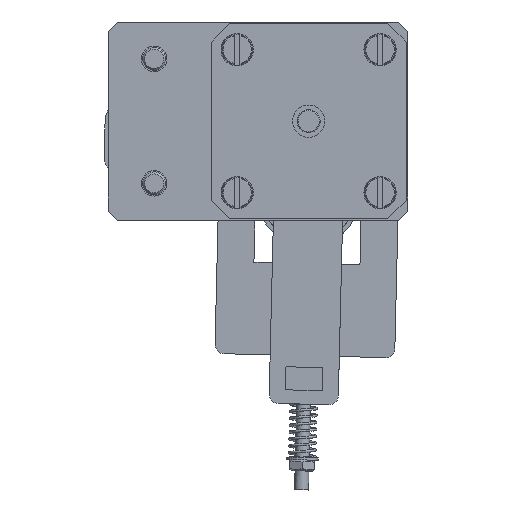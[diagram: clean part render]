
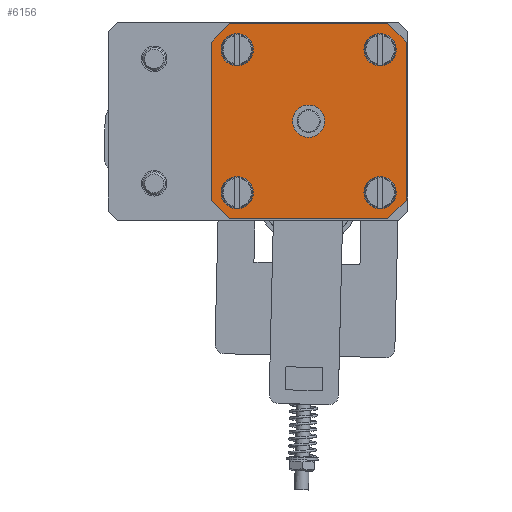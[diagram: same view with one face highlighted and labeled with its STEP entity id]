
A CAD part, left-side view. The second image highlights one B-rep face of the part: STEP entity #6156.
In plain terms, the highlighted planar face has unit normal (-1, 0, 0).
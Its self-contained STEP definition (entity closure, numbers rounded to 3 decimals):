
#488=FACE_BOUND('',#1453,.T.);
#489=FACE_BOUND('',#1454,.T.);
#490=FACE_BOUND('',#1455,.T.);
#491=FACE_BOUND('',#1456,.T.);
#492=FACE_BOUND('',#1457,.T.);
#688=PLANE('',#6685);
#979=FACE_OUTER_BOUND('',#1452,.T.);
#1452=EDGE_LOOP('',(#4987,#4988,#4989,#4990,#4991,#4992,#4993,#4994));
#1453=EDGE_LOOP('',(#4995));
#1454=EDGE_LOOP('',(#4996));
#1455=EDGE_LOOP('',(#4997));
#1456=EDGE_LOOP('',(#4998));
#1457=EDGE_LOOP('',(#4999));
#1994=LINE('',#9737,#2453);
#1995=LINE('',#9739,#2454);
#1996=LINE('',#9741,#2455);
#1997=LINE('',#9743,#2456);
#1998=LINE('',#9745,#2457);
#1999=LINE('',#9747,#2458);
#2000=LINE('',#9749,#2459);
#2001=LINE('',#9750,#2460);
#2453=VECTOR('',#7892,5.657);
#2454=VECTOR('',#7893,34.3);
#2455=VECTOR('',#7894,5.657);
#2456=VECTOR('',#7895,34.3);
#2457=VECTOR('',#7896,5.657);
#2458=VECTOR('',#7897,34.3);
#2459=VECTOR('',#7898,5.657);
#2460=VECTOR('',#7899,34.3);
#2808=CIRCLE('',#6652,3.5);
#2811=CIRCLE('',#6657,3.5);
#2814=CIRCLE('',#6662,3.5);
#2817=CIRCLE('',#6667,3.5);
#2820=CIRCLE('',#6672,3.5);
#3200=VERTEX_POINT('',#9682);
#3203=VERTEX_POINT('',#9690);
#3206=VERTEX_POINT('',#9698);
#3209=VERTEX_POINT('',#9706);
#3212=VERTEX_POINT('',#9714);
#3219=VERTEX_POINT('',#9735);
#3220=VERTEX_POINT('',#9736);
#3221=VERTEX_POINT('',#9738);
#3222=VERTEX_POINT('',#9740);
#3223=VERTEX_POINT('',#9742);
#3224=VERTEX_POINT('',#9744);
#3225=VERTEX_POINT('',#9746);
#3226=VERTEX_POINT('',#9748);
#3862=EDGE_CURVE('',#3200,#3200,#2808,.T.);
#3865=EDGE_CURVE('',#3203,#3203,#2811,.T.);
#3868=EDGE_CURVE('',#3206,#3206,#2814,.T.);
#3871=EDGE_CURVE('',#3209,#3209,#2817,.T.);
#3874=EDGE_CURVE('',#3212,#3212,#2820,.T.);
#3881=EDGE_CURVE('',#3219,#3220,#1994,.T.);
#3882=EDGE_CURVE('',#3220,#3221,#1995,.T.);
#3883=EDGE_CURVE('',#3221,#3222,#1996,.T.);
#3884=EDGE_CURVE('',#3222,#3223,#1997,.T.);
#3885=EDGE_CURVE('',#3223,#3224,#1998,.T.);
#3886=EDGE_CURVE('',#3224,#3225,#1999,.T.);
#3887=EDGE_CURVE('',#3225,#3226,#2000,.T.);
#3888=EDGE_CURVE('',#3226,#3219,#2001,.T.);
#4987=ORIENTED_EDGE('',*,*,#3881,.T.);
#4988=ORIENTED_EDGE('',*,*,#3882,.T.);
#4989=ORIENTED_EDGE('',*,*,#3883,.T.);
#4990=ORIENTED_EDGE('',*,*,#3884,.T.);
#4991=ORIENTED_EDGE('',*,*,#3885,.T.);
#4992=ORIENTED_EDGE('',*,*,#3886,.T.);
#4993=ORIENTED_EDGE('',*,*,#3887,.T.);
#4994=ORIENTED_EDGE('',*,*,#3888,.T.);
#4995=ORIENTED_EDGE('',*,*,#3862,.T.);
#4996=ORIENTED_EDGE('',*,*,#3865,.T.);
#4997=ORIENTED_EDGE('',*,*,#3868,.T.);
#4998=ORIENTED_EDGE('',*,*,#3871,.T.);
#4999=ORIENTED_EDGE('',*,*,#3874,.T.);
#6156=ADVANCED_FACE('',(#979,#488,#489,#490,#491,#492),#688,.T.);
#6652=AXIS2_PLACEMENT_3D('',#9683,#7824,#7825);
#6657=AXIS2_PLACEMENT_3D('',#9691,#7834,#7835);
#6662=AXIS2_PLACEMENT_3D('',#9699,#7844,#7845);
#6667=AXIS2_PLACEMENT_3D('',#9707,#7854,#7855);
#6672=AXIS2_PLACEMENT_3D('',#9715,#7864,#7865);
#6685=AXIS2_PLACEMENT_3D('',#9734,#7890,#7891);
#7824=DIRECTION('center_axis',(1.,0.,0.));
#7825=DIRECTION('ref_axis',(0.,0.,-1.));
#7834=DIRECTION('center_axis',(1.,0.,0.));
#7835=DIRECTION('ref_axis',(0.,0.,-1.));
#7844=DIRECTION('center_axis',(1.,0.,0.));
#7845=DIRECTION('ref_axis',(0.,0.,-1.));
#7854=DIRECTION('center_axis',(1.,0.,0.));
#7855=DIRECTION('ref_axis',(0.,0.,-1.));
#7864=DIRECTION('center_axis',(1.,0.,0.));
#7865=DIRECTION('ref_axis',(0.,0.,-1.));
#7890=DIRECTION('center_axis',(-1.,0.,0.));
#7891=DIRECTION('ref_axis',(0.,0.,1.));
#7892=DIRECTION('',(0.,0.707,-0.707));
#7893=DIRECTION('',(0.,0.,-1.));
#7894=DIRECTION('',(0.,-0.707,-0.707));
#7895=DIRECTION('',(0.,-1.,0.));
#7896=DIRECTION('',(0.,-0.707,0.707));
#7897=DIRECTION('',(0.,0.,1.));
#7898=DIRECTION('',(0.,0.707,0.707));
#7899=DIRECTION('',(0.,1.,0.));
#9682=CARTESIAN_POINT('',(-4.5,0.,3.5));
#9683=CARTESIAN_POINT('Origin',(-4.5,0.,0.));
#9690=CARTESIAN_POINT('',(-4.5,15.5,-12.));
#9691=CARTESIAN_POINT('Origin',(-4.5,15.5,-15.5));
#9698=CARTESIAN_POINT('',(-4.5,15.5,19.));
#9699=CARTESIAN_POINT('Origin',(-4.5,15.5,15.5));
#9706=CARTESIAN_POINT('',(-4.5,-15.5,19.));
#9707=CARTESIAN_POINT('Origin',(-4.5,-15.5,15.5));
#9714=CARTESIAN_POINT('',(-4.5,-15.5,-12.));
#9715=CARTESIAN_POINT('Origin',(-4.5,-15.5,-15.5));
#9734=CARTESIAN_POINT('Origin',(-4.5,0.,0.));
#9735=CARTESIAN_POINT('',(-4.5,17.15,21.15));
#9736=CARTESIAN_POINT('',(-4.5,21.15,17.15));
#9737=CARTESIAN_POINT('',(-4.5,21.15,17.15));
#9738=CARTESIAN_POINT('',(-4.5,21.15,-17.15));
#9739=CARTESIAN_POINT('',(-4.5,21.15,-17.15));
#9740=CARTESIAN_POINT('',(-4.5,17.15,-21.15));
#9741=CARTESIAN_POINT('',(-4.5,17.15,-21.15));
#9742=CARTESIAN_POINT('',(-4.5,-17.15,-21.15));
#9743=CARTESIAN_POINT('',(-4.5,-17.15,-21.15));
#9744=CARTESIAN_POINT('',(-4.5,-21.15,-17.15));
#9745=CARTESIAN_POINT('',(-4.5,-21.15,-17.15));
#9746=CARTESIAN_POINT('',(-4.5,-21.15,17.15));
#9747=CARTESIAN_POINT('',(-4.5,-21.15,17.15));
#9748=CARTESIAN_POINT('',(-4.5,-17.15,21.15));
#9749=CARTESIAN_POINT('',(-4.5,-17.15,21.15));
#9750=CARTESIAN_POINT('',(-4.5,17.15,21.15));
